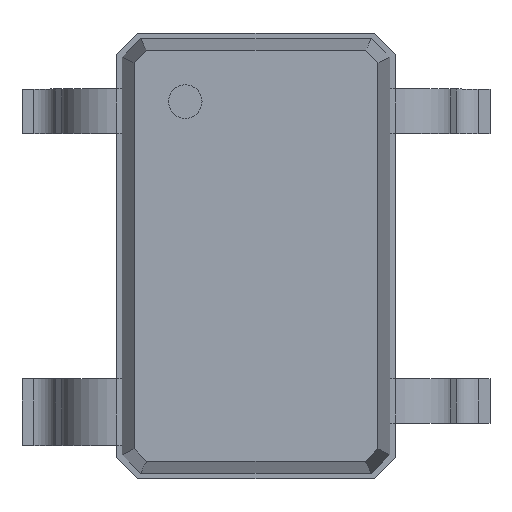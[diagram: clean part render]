
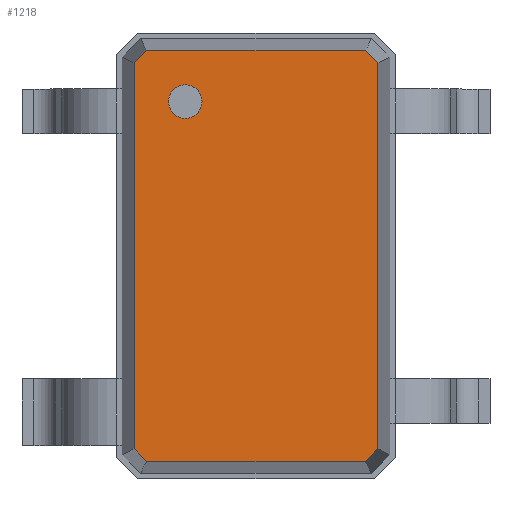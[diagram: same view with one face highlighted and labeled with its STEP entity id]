
A CAD part, top view. The second image highlights one B-rep face of the part: STEP entity #1218.
In plain terms, the highlighted planar face has unit normal (0, 0, 1).
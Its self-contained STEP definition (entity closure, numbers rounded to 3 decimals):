
#13=DIRECTION('',(0.,0.,1.));
#27=VECTOR('',#28,1.);
#28=DIRECTION('',(1.,0.,0.));
#51=VECTOR('',#52,1.);
#52=DIRECTION('',(0.707,-0.707,0.));
#58=VECTOR('',#59,1.);
#59=DIRECTION('',(0.,-1.,0.));
#65=VECTOR('',#66,1.);
#66=DIRECTION('',(-0.707,-0.707,0.));
#72=VECTOR('',#73,1.);
#73=DIRECTION('',(-1.,0.,0.));
#79=VECTOR('',#80,1.);
#80=DIRECTION('',(-0.707,0.707,0.));
#86=VECTOR('',#87,1.);
#87=DIRECTION('',(0.,1.,0.));
#91=VECTOR('',#92,1.);
#92=DIRECTION('',(0.707,0.707,0.));
#596=VERTEX_POINT('',#597);
#597=CARTESIAN_POINT('',(-0.547,0.866,1.));
#599=ORIENTED_EDGE('',*,*,#600,.F.);
#600=EDGE_CURVE('',#601,#596,#603,.T.);
#601=VERTEX_POINT('',#602);
#602=CARTESIAN_POINT('',(-0.547,-0.866,1.));
#603=LINE('',#602,#86);
#614=VERTEX_POINT('',#615);
#615=CARTESIAN_POINT('',(-0.491,0.922,1.));
#617=ORIENTED_EDGE('',*,*,#618,.F.);
#618=EDGE_CURVE('',#596,#614,#619,.T.);
#619=LINE('',#597,#91);
#628=VERTEX_POINT('',#629);
#629=CARTESIAN_POINT('',(0.491,0.922,1.));
#631=ORIENTED_EDGE('',*,*,#632,.F.);
#632=EDGE_CURVE('',#614,#628,#633,.T.);
#633=LINE('',#615,#27);
#642=VERTEX_POINT('',#643);
#643=CARTESIAN_POINT('',(0.547,0.866,1.));
#645=ORIENTED_EDGE('',*,*,#646,.F.);
#646=EDGE_CURVE('',#628,#642,#647,.T.);
#647=LINE('',#629,#51);
#672=VERTEX_POINT('',#673);
#673=CARTESIAN_POINT('',(0.547,-0.866,1.));
#675=ORIENTED_EDGE('',*,*,#676,.F.);
#676=EDGE_CURVE('',#642,#672,#677,.T.);
#677=LINE('',#643,#58);
#1218=ADVANCED_FACE('',(#1219,#1234),#1244,.T.);
#1219=FACE_BOUND('',#1220,.T.);
#1220=EDGE_LOOP('',(#631,#617,#599,#1221,#1226,#1231,#675,#645));
#1221=ORIENTED_EDGE('',*,*,#1222,.F.);
#1222=EDGE_CURVE('',#1223,#601,#1225,.T.);
#1223=VERTEX_POINT('',#1224);
#1224=CARTESIAN_POINT('',(-0.491,-0.922,1.));
#1225=LINE('',#1224,#79);
#1226=ORIENTED_EDGE('',*,*,#1227,.F.);
#1227=EDGE_CURVE('',#1228,#1223,#1230,.T.);
#1228=VERTEX_POINT('',#1229);
#1229=CARTESIAN_POINT('',(0.491,-0.922,1.));
#1230=LINE('',#1229,#72);
#1231=ORIENTED_EDGE('',*,*,#1232,.F.);
#1232=EDGE_CURVE('',#672,#1228,#1233,.T.);
#1233=LINE('',#673,#65);
#1234=FACE_BOUND('',#1235,.T.);
#1235=EDGE_LOOP('',(#1236));
#1236=ORIENTED_EDGE('',*,*,#1237,.T.);
#1237=EDGE_CURVE('',#1238,#1238,#1240,.T.);
#1238=VERTEX_POINT('',#1239);
#1239=CARTESIAN_POINT('',(-0.317,0.617,1.));
#1240=CIRCLE('',#1241,0.075);
#1241=AXIS2_PLACEMENT_3D('',#1242,#1243,#59);
#1242=CARTESIAN_POINT('',(-0.317,0.692,1.));
#1243=DIRECTION('',(0.,-0.,-1.));
#1244=PLANE('',#1245);
#1245=AXIS2_PLACEMENT_3D('',#615,#13,#1246);
#1246=DIRECTION('',(0.47,-0.883,0.));
